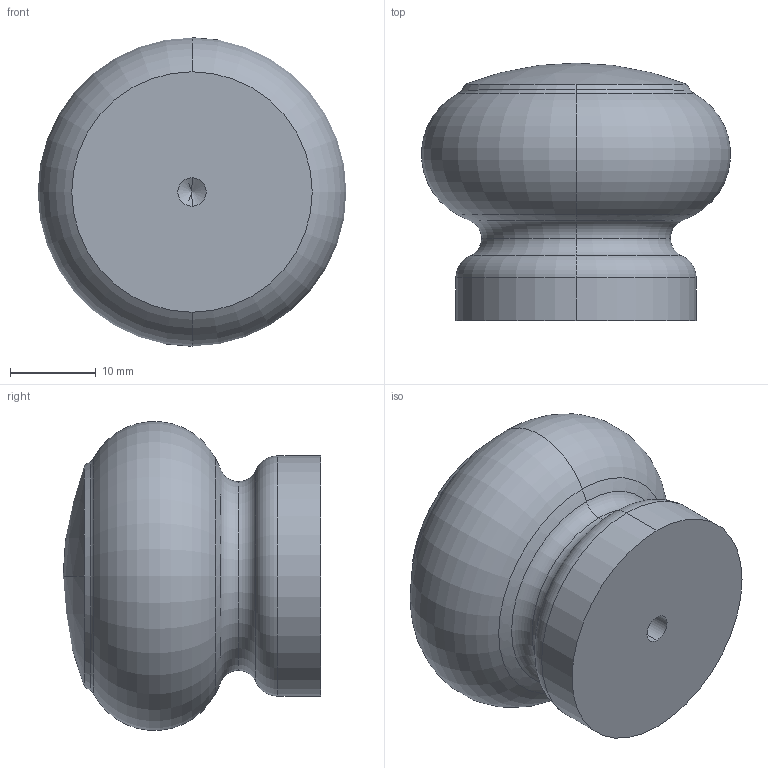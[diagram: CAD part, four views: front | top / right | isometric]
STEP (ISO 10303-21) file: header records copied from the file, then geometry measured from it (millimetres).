
FILE_DESCRIPTION (( 'STEP AP214' ), '1' );
FILE_NAME ('F004952,F004953,F004954,F004955,F004956,F004957_3D.step', '2022-08-15T13:40:26', ( '' ), ( '' ), 'SwSTEP 2.0', 'SolidWorks 2020', '' );
FILE_SCHEMA (( 'AUTOMOTIVE_DESIGN' ));
Length unit declared in the file: millimetre
Products named in the file (1): F004952,F004953,F004954,F004955,F004956,F004957_3D
Bounding box: 35.94 x 30 x 35.94 mm (x, y, z)
Volume: 20279 mm3; surface area: 4421.9 mm2
Topology: 1 solids, 1 shells, 23 faces, 48 edges, 26 vertices
Faces by surface type: torus 12, cylinder 4, cone 4, sphere 2, plane 1
Entity records: 662 total; most frequent: DIRECTION 132, CARTESIAN_POINT 96, ORIENTED_EDGE 92, AXIS2_PLACEMENT_3D 62, EDGE_CURVE 46, CIRCLE 38, VERTEX_POINT 26, EDGE_LOOP 24
